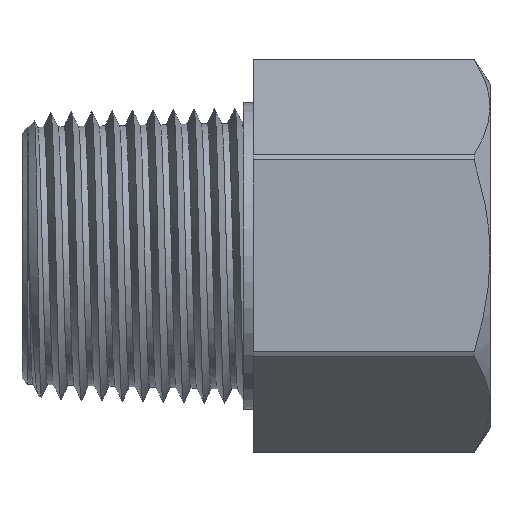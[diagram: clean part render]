
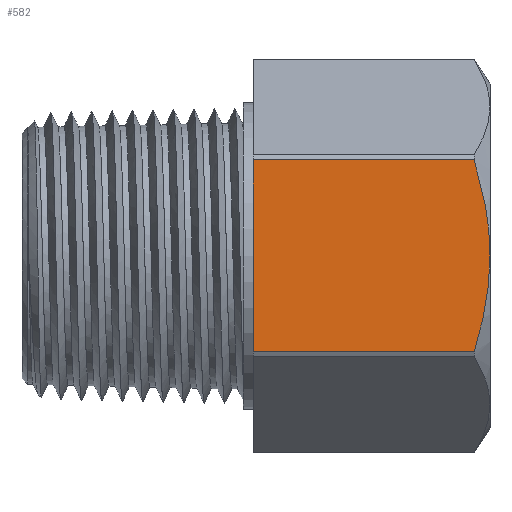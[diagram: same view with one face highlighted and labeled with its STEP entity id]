
A CAD part, top view. The second image highlights one B-rep face of the part: STEP entity #582.
In plain terms, the highlighted planar face has unit normal (0, 0, 1).
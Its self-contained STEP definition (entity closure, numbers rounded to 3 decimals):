
#23=(
BOUNDED_CURVE()
B_SPLINE_CURVE(2,(#6306,#6307,#6308),.UNSPECIFIED.,.F.,.F.)
B_SPLINE_CURVE_WITH_KNOTS((3,3),(0.863,1.726),
 .UNSPECIFIED.)
CURVE()
GEOMETRIC_REPRESENTATION_ITEM()
RATIONAL_B_SPLINE_CURVE((1.,1.036,1.))
REPRESENTATION_ITEM('')
);
#24=(
BOUNDED_CURVE()
B_SPLINE_CURVE(2,(#6310,#6311,#6312),.UNSPECIFIED.,.F.,.F.)
B_SPLINE_CURVE_WITH_KNOTS((3,3),(0.,0.863),.UNSPECIFIED.)
CURVE()
GEOMETRIC_REPRESENTATION_ITEM()
RATIONAL_B_SPLINE_CURVE((1.,1.036,1.))
REPRESENTATION_ITEM('')
);
#39=LINE('',#6314,#57);
#40=LINE('',#6316,#58);
#41=LINE('',#6317,#59);
#57=VECTOR('',#738,10.);
#58=VECTOR('',#739,10.);
#59=VECTOR('',#740,10.);
#67=PLANE('',#634);
#120=FACE_OUTER_BOUND('',#162,.T.);
#162=EDGE_LOOP('',(#456,#457,#458,#459,#460));
#288=VERTEX_POINT('',#6304);
#289=VERTEX_POINT('',#6305);
#290=VERTEX_POINT('',#6309);
#291=VERTEX_POINT('',#6313);
#292=VERTEX_POINT('',#6315);
#354=EDGE_CURVE('',#288,#289,#23,.T.);
#355=EDGE_CURVE('',#290,#288,#24,.T.);
#356=EDGE_CURVE('',#291,#290,#39,.T.);
#357=EDGE_CURVE('',#292,#291,#40,.T.);
#358=EDGE_CURVE('',#289,#292,#41,.T.);
#456=ORIENTED_EDGE('',*,*,#354,.F.);
#457=ORIENTED_EDGE('',*,*,#355,.F.);
#458=ORIENTED_EDGE('',*,*,#356,.F.);
#459=ORIENTED_EDGE('',*,*,#357,.F.);
#460=ORIENTED_EDGE('',*,*,#358,.F.);
#582=ADVANCED_FACE('',(#120),#67,.F.);
#634=AXIS2_PLACEMENT_3D('',#6303,#736,#737);
#736=DIRECTION('center_axis',(0.,0.,-1.));
#737=DIRECTION('ref_axis',(0.,-1.,0.));
#738=DIRECTION('',(1.,0.,0.));
#739=DIRECTION('',(0.,1.,0.));
#740=DIRECTION('',(-1.,0.,0.));
#6303=CARTESIAN_POINT('Origin',(0.,8.492,15.25));
#6304=CARTESIAN_POINT('',(0.,0.,15.25));
#6305=CARTESIAN_POINT('',(-1.4,-8.492,15.25));
#6306=CARTESIAN_POINT('Ctrl Pts',(0.,0.,
15.25));
#6307=CARTESIAN_POINT('Ctrl Pts',(0.,-3.96,
15.25));
#6308=CARTESIAN_POINT('Ctrl Pts',(-1.4,-8.492,15.25));
#6309=CARTESIAN_POINT('',(-1.4,8.492,15.25));
#6310=CARTESIAN_POINT('Ctrl Pts',(-1.4,8.492,15.25));
#6311=CARTESIAN_POINT('Ctrl Pts',(0.,3.96,
15.25));
#6312=CARTESIAN_POINT('Ctrl Pts',(0.,0.,
15.25));
#6313=CARTESIAN_POINT('',(-21.,8.492,15.25));
#6314=CARTESIAN_POINT('',(-10.5,8.492,15.25));
#6315=CARTESIAN_POINT('',(-21.,-8.492,15.25));
#6316=CARTESIAN_POINT('',(-21.,12.974,15.25));
#6317=CARTESIAN_POINT('',(-10.5,-8.492,15.25));
